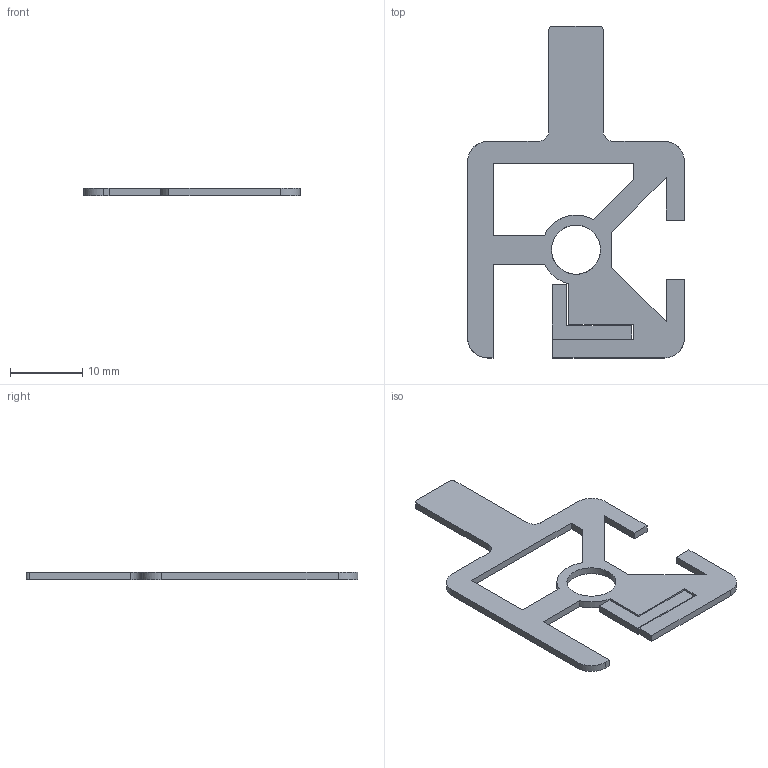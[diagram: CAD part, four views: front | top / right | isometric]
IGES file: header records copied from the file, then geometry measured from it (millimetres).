
Global section: file name: SP118; native system: Autodesk Inventor 2015; preprocessor: unknown; date: 20150903.154619; units: millimetre
Bounding box: 30 x 46 x 1 mm (x, y, z)
Volume: 598.5 mm3; surface area: 1537.7 mm2
Topology: 2 solids, 2 shells, 50 faces, 139 edges, 93 vertices
Faces by surface type: bspline 50
